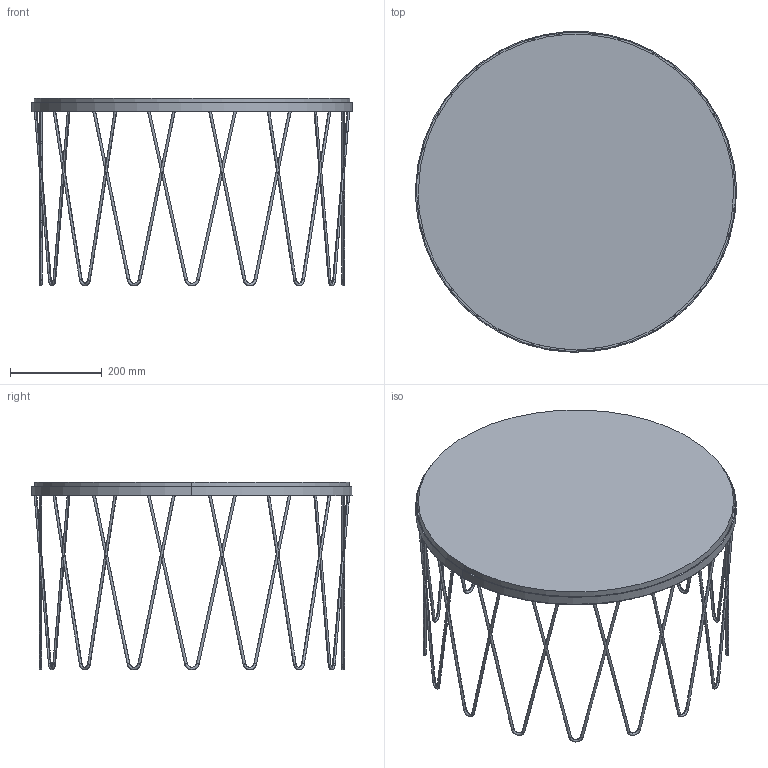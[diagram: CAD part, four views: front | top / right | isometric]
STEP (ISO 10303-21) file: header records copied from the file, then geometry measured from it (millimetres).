
FILE_DESCRIPTION(/* description */ (''),/* implementation_level */ '2;1');
FILE_NAME(/* name */ 'TND9MS~K',/* time_stamp */ '2016-09-05T17:07:11+02:00',/* author */ (''),/* organization */ (''),/* preprocessor_version */ 'ST-DEVELOPER v15',/* originating_system */ '',/* authorisation */ '');
FILE_SCHEMA (('AUTOMOTIVE_DESIGN'));
Length unit declared in the file: millimetre
Products named in the file (1): Document
Bounding box: 700 x 699.26 x 409.94 mm (x, y, z)
Volume: 7893941.3 mm3; surface area: 1506837 mm2
Topology: 18 solids, 19 shells, 139 faces, 243 edges, 141 vertices
Faces by surface type: bspline 102, plane 37
Entity records: 7631 total; most frequent: CARTESIAN_POINT 6146, ORIENTED_EDGE 485, EDGE_CURVE 243, EDGE_LOOP 141, VERTEX_POINT 141, ADVANCED_FACE 139, FACE_OUTER_BOUND 139, DIRECTION 43
